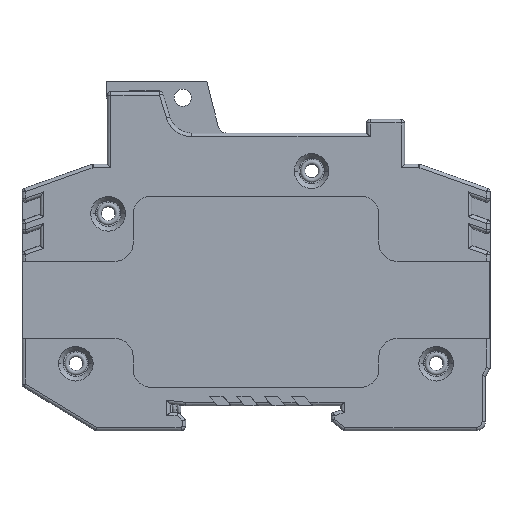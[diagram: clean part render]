
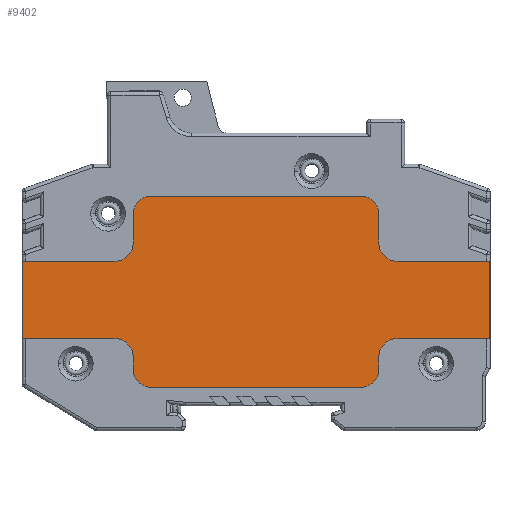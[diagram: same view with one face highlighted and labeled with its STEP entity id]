
A CAD part, front view. The second image highlights one B-rep face of the part: STEP entity #9402.
In plain terms, the highlighted planar face has unit normal (0, -1, 0).
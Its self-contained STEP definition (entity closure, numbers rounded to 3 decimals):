
#823=FACE_OUTER_BOUND('',#11606,.T.);
#2303=LINE('',#39953,#5288);
#2306=LINE('',#39966,#5291);
#2307=LINE('',#39968,#5292);
#2309=LINE('',#39976,#5294);
#2827=LINE('',#41568,#5812);
#2828=LINE('',#41573,#5813);
#2829=LINE('',#41577,#5814);
#2830=LINE('',#41580,#5815);
#2831=LINE('',#41584,#5816);
#2832=LINE('',#41588,#5817);
#2833=LINE('',#41592,#5818);
#2834=LINE('',#41596,#5819);
#5288=VECTOR('',#31774,1.);
#5291=VECTOR('',#31787,1.);
#5292=VECTOR('',#31790,1.);
#5294=VECTOR('',#31798,1.);
#5812=VECTOR('',#33294,1.);
#5813=VECTOR('',#33297,1.);
#5814=VECTOR('',#33300,1.);
#5815=VECTOR('',#33303,1.);
#5816=VECTOR('',#33306,1.);
#5817=VECTOR('',#33309,1.);
#5818=VECTOR('',#33312,1.);
#5819=VECTOR('',#33315,1.);
#8253=PLANE('',#29376);
#9402=ADVANCED_FACE('',(#823),#8253,.T.);
#11606=EDGE_LOOP('',(#14834,#14835,#14836,#14837,#14838,#14839,#14840,#14841,
#14842,#14843,#14844,#14845,#14846,#14847,#14848,#14849,#14850,#14851,#14852,
#14853));
#14834=ORIENTED_EDGE('',*,*,#24864,.T.);
#14835=ORIENTED_EDGE('',*,*,#24865,.T.);
#14836=ORIENTED_EDGE('',*,*,#24866,.T.);
#14837=ORIENTED_EDGE('',*,*,#24867,.T.);
#14838=ORIENTED_EDGE('',*,*,#24868,.T.);
#14839=ORIENTED_EDGE('',*,*,#24869,.T.);
#14840=ORIENTED_EDGE('',*,*,#24138,.T.);
#14841=ORIENTED_EDGE('',*,*,#24142,.F.);
#14842=ORIENTED_EDGE('',*,*,#24870,.T.);
#14843=ORIENTED_EDGE('',*,*,#24871,.T.);
#14844=ORIENTED_EDGE('',*,*,#24872,.T.);
#14845=ORIENTED_EDGE('',*,*,#24873,.T.);
#14846=ORIENTED_EDGE('',*,*,#24874,.T.);
#14847=ORIENTED_EDGE('',*,*,#24875,.T.);
#14848=ORIENTED_EDGE('',*,*,#24876,.T.);
#14849=ORIENTED_EDGE('',*,*,#24877,.T.);
#14850=ORIENTED_EDGE('',*,*,#24878,.T.);
#14851=ORIENTED_EDGE('',*,*,#24130,.F.);
#14852=ORIENTED_EDGE('',*,*,#24137,.T.);
#14853=ORIENTED_EDGE('',*,*,#24879,.T.);
#21506=VERTEX_POINT('',#39954);
#21507=VERTEX_POINT('',#39955);
#21510=VERTEX_POINT('',#39965);
#21511=VERTEX_POINT('',#39969);
#21512=VERTEX_POINT('',#39970);
#21513=VERTEX_POINT('',#39975);
#21919=VERTEX_POINT('',#41569);
#21920=VERTEX_POINT('',#41570);
#21921=VERTEX_POINT('',#41572);
#21922=VERTEX_POINT('',#41574);
#21923=VERTEX_POINT('',#41576);
#21924=VERTEX_POINT('',#41578);
#21925=VERTEX_POINT('',#41581);
#21926=VERTEX_POINT('',#41583);
#21927=VERTEX_POINT('',#41585);
#21928=VERTEX_POINT('',#41587);
#21929=VERTEX_POINT('',#41589);
#21930=VERTEX_POINT('',#41591);
#21931=VERTEX_POINT('',#41593);
#21932=VERTEX_POINT('',#41595);
#24130=EDGE_CURVE('',#21506,#21507,#2303,.T.);
#24137=EDGE_CURVE('',#21506,#21510,#2306,.T.);
#24138=EDGE_CURVE('',#21511,#21512,#2307,.T.);
#24142=EDGE_CURVE('',#21513,#21512,#2309,.T.);
#24864=EDGE_CURVE('',#21919,#21920,#2827,.T.);
#24865=EDGE_CURVE('',#21920,#21921,#28128,.T.);
#24866=EDGE_CURVE('',#21921,#21922,#2828,.T.);
#24867=EDGE_CURVE('',#21922,#21923,#28129,.T.);
#24868=EDGE_CURVE('',#21923,#21924,#2829,.T.);
#24869=EDGE_CURVE('',#21924,#21511,#28130,.T.);
#24870=EDGE_CURVE('',#21513,#21925,#2830,.T.);
#24871=EDGE_CURVE('',#21925,#21926,#28131,.T.);
#24872=EDGE_CURVE('',#21926,#21927,#2831,.T.);
#24873=EDGE_CURVE('',#21927,#21928,#28132,.T.);
#24874=EDGE_CURVE('',#21928,#21929,#2832,.T.);
#24875=EDGE_CURVE('',#21929,#21930,#28133,.T.);
#24876=EDGE_CURVE('',#21930,#21931,#2833,.T.);
#24877=EDGE_CURVE('',#21931,#21932,#28134,.T.);
#24878=EDGE_CURVE('',#21932,#21507,#2834,.T.);
#24879=EDGE_CURVE('',#21510,#21919,#28135,.T.);
#28128=CIRCLE('',#29368,4.);
#28129=CIRCLE('',#29369,4.);
#28130=CIRCLE('',#29370,4.);
#28131=CIRCLE('',#29371,4.);
#28132=CIRCLE('',#29372,4.);
#28133=CIRCLE('',#29373,4.);
#28134=CIRCLE('',#29374,4.);
#28135=CIRCLE('',#29375,4.);
#29368=AXIS2_PLACEMENT_3D('',#41571,#33295,#33296);
#29369=AXIS2_PLACEMENT_3D('',#41575,#33298,#33299);
#29370=AXIS2_PLACEMENT_3D('',#41579,#33301,#33302);
#29371=AXIS2_PLACEMENT_3D('',#41582,#33304,#33305);
#29372=AXIS2_PLACEMENT_3D('',#41586,#33307,#33308);
#29373=AXIS2_PLACEMENT_3D('',#41590,#33310,#33311);
#29374=AXIS2_PLACEMENT_3D('',#41594,#33313,#33314);
#29375=AXIS2_PLACEMENT_3D('',#41597,#33316,#33317);
#29376=AXIS2_PLACEMENT_3D('',#41598,#33318,#33319);
#31774=DIRECTION('',(0.,0.,-1.));
#31787=DIRECTION('',(-1.,0.,0.));
#31790=DIRECTION('',(-1.,0.,0.));
#31798=DIRECTION('',(0.,0.,1.));
#33294=DIRECTION('',(0.,0.,1.));
#33295=DIRECTION('',(0.,-1.,0.));
#33296=DIRECTION('',(1.,0.,0.));
#33297=DIRECTION('',(-1.,0.,0.));
#33298=DIRECTION('',(0.,-1.,0.));
#33299=DIRECTION('',(1.,0.,0.));
#33300=DIRECTION('',(0.,0.,-1.));
#33301=DIRECTION('',(0.,1.,0.));
#33302=DIRECTION('',(1.,0.,0.));
#33303=DIRECTION('',(1.,0.,0.));
#33304=DIRECTION('',(0.,1.,0.));
#33305=DIRECTION('',(1.,0.,0.));
#33306=DIRECTION('',(0.,0.,-1.));
#33307=DIRECTION('',(0.,-1.,0.));
#33308=DIRECTION('',(1.,0.,0.));
#33309=DIRECTION('',(1.,0.,0.));
#33310=DIRECTION('',(0.,-1.,0.));
#33311=DIRECTION('',(1.,0.,0.));
#33312=DIRECTION('',(0.,0.,1.));
#33313=DIRECTION('',(0.,1.,0.));
#33314=DIRECTION('',(1.,0.,0.));
#33315=DIRECTION('',(1.,0.,0.));
#33316=DIRECTION('',(0.,1.,0.));
#33317=DIRECTION('',(1.,0.,0.));
#33318=DIRECTION('',(0.,-1.,0.));
#33319=DIRECTION('',(1.,0.,0.));
#39953=CARTESIAN_POINT('',(333.815,-165.495,111.841));
#39954=CARTESIAN_POINT('',(333.815,-165.495,111.841));
#39955=CARTESIAN_POINT('',(333.815,-165.495,94.806));
#39965=CARTESIAN_POINT('',(313.452,-165.495,111.841));
#39966=CARTESIAN_POINT('',(333.815,-165.495,111.841));
#39968=CARTESIAN_POINT('',(257.645,-165.495,111.841));
#39969=CARTESIAN_POINT('',(251.374,-165.495,111.841));
#39970=CARTESIAN_POINT('',(231.01,-165.495,111.841));
#39975=CARTESIAN_POINT('',(231.01,-165.495,94.806));
#39976=CARTESIAN_POINT('',(231.01,-165.495,98.841));
#41568=CARTESIAN_POINT('',(309.452,-165.495,113.691));
#41569=CARTESIAN_POINT('',(309.452,-165.495,115.841));
#41570=CARTESIAN_POINT('',(309.452,-165.495,122.176));
#41571=CARTESIAN_POINT('',(305.452,-165.495,122.176));
#41572=CARTESIAN_POINT('',(305.452,-165.495,126.176));
#41573=CARTESIAN_POINT('',(307.452,-165.495,126.176));
#41574=CARTESIAN_POINT('',(259.374,-165.495,126.176));
#41575=CARTESIAN_POINT('',(259.374,-165.495,122.176));
#41576=CARTESIAN_POINT('',(255.374,-165.495,122.176));
#41577=CARTESIAN_POINT('',(255.374,-165.495,124.176));
#41578=CARTESIAN_POINT('',(255.374,-165.495,115.841));
#41579=CARTESIAN_POINT('',(251.374,-165.495,115.841));
#41580=CARTESIAN_POINT('',(224.645,-165.495,94.806));
#41581=CARTESIAN_POINT('',(251.374,-165.495,94.806));
#41582=CARTESIAN_POINT('',(251.374,-165.495,90.806));
#41583=CARTESIAN_POINT('',(255.374,-165.495,90.806));
#41584=CARTESIAN_POINT('',(255.374,-165.495,92.806));
#41585=CARTESIAN_POINT('',(255.374,-165.495,88.091));
#41586=CARTESIAN_POINT('',(259.374,-165.495,88.091));
#41587=CARTESIAN_POINT('',(259.374,-165.495,84.091));
#41588=CARTESIAN_POINT('',(255.374,-165.495,84.091));
#41589=CARTESIAN_POINT('',(305.452,-165.495,84.091));
#41590=CARTESIAN_POINT('',(305.452,-165.495,88.091));
#41591=CARTESIAN_POINT('',(309.452,-165.495,88.091));
#41592=CARTESIAN_POINT('',(309.452,-165.495,88.791));
#41593=CARTESIAN_POINT('',(309.452,-165.495,90.806));
#41594=CARTESIAN_POINT('',(313.452,-165.495,90.806));
#41595=CARTESIAN_POINT('',(313.452,-165.495,94.806));
#41596=CARTESIAN_POINT('',(311.452,-165.495,94.806));
#41597=CARTESIAN_POINT('',(313.452,-165.495,115.841));
#41598=CARTESIAN_POINT('',(282.413,-165.495,112.616));
